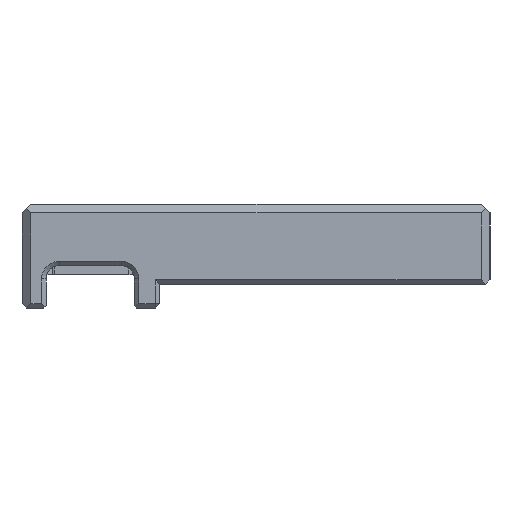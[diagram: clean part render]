
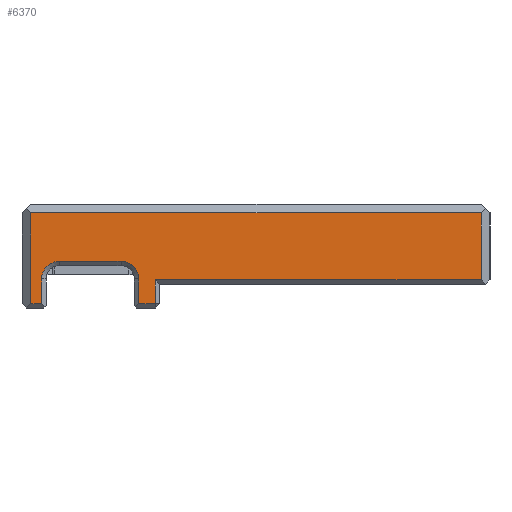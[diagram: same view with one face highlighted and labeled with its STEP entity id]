
A CAD part, left-side view. The second image highlights one B-rep face of the part: STEP entity #6370.
In plain terms, the highlighted planar face has unit normal (-1, 0, 0).
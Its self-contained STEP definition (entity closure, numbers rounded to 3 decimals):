
#118=PLANE('',#6777);
#372=FACE_OUTER_BOUND('',#719,.T.);
#719=EDGE_LOOP('',(#4683,#4684,#4685,#4686,#4687,#4688,#4689,#4690,#4691,
#4692,#4693,#4694));
#1136=LINE('',#9396,#1891);
#1154=LINE('',#9441,#1909);
#1158=LINE('',#9448,#1913);
#1178=LINE('',#9489,#1933);
#1183=LINE('',#9502,#1938);
#1185=LINE('',#9510,#1940);
#1188=LINE('',#9516,#1943);
#1190=LINE('',#9519,#1945);
#1191=LINE('',#9522,#1946);
#1192=LINE('',#9523,#1947);
#1891=VECTOR('',#7524,10.);
#1909=VECTOR('',#7566,10.);
#1913=VECTOR('',#7572,10.);
#1933=VECTOR('',#7604,10.);
#1938=VECTOR('',#7617,10.);
#1940=VECTOR('',#7627,10.);
#1943=VECTOR('',#7634,10.);
#1945=VECTOR('',#7638,10.);
#1946=VECTOR('',#7641,10.);
#1947=VECTOR('',#7642,10.);
#2560=CIRCLE('',#6768,4.);
#2562=CIRCLE('',#6772,4.);
#2842=VERTEX_POINT('',#9393);
#2843=VERTEX_POINT('',#9395);
#2857=VERTEX_POINT('',#9438);
#2858=VERTEX_POINT('',#9440);
#2860=VERTEX_POINT('',#9446);
#2874=VERTEX_POINT('',#9486);
#2875=VERTEX_POINT('',#9488);
#2877=VERTEX_POINT('',#9494);
#2879=VERTEX_POINT('',#9500);
#2881=VERTEX_POINT('',#9506);
#2882=VERTEX_POINT('',#9515);
#2883=VERTEX_POINT('',#9521);
#3507=EDGE_CURVE('',#2842,#2843,#1136,.T.);
#3529=EDGE_CURVE('',#2857,#2858,#1154,.T.);
#3533=EDGE_CURVE('',#2860,#2857,#1158,.T.);
#3553=EDGE_CURVE('',#2874,#2875,#1178,.T.);
#3557=EDGE_CURVE('',#2877,#2860,#2560,.T.);
#3560=EDGE_CURVE('',#2879,#2877,#1183,.T.);
#3563=EDGE_CURVE('',#2881,#2879,#2562,.T.);
#3564=EDGE_CURVE('',#2843,#2881,#1185,.T.);
#3567=EDGE_CURVE('',#2882,#2842,#1188,.T.);
#3569=EDGE_CURVE('',#2875,#2882,#1190,.T.);
#3570=EDGE_CURVE('',#2883,#2874,#1191,.T.);
#3571=EDGE_CURVE('',#2858,#2883,#1192,.T.);
#4683=ORIENTED_EDGE('',*,*,#3529,.F.);
#4684=ORIENTED_EDGE('',*,*,#3533,.F.);
#4685=ORIENTED_EDGE('',*,*,#3557,.F.);
#4686=ORIENTED_EDGE('',*,*,#3560,.F.);
#4687=ORIENTED_EDGE('',*,*,#3563,.F.);
#4688=ORIENTED_EDGE('',*,*,#3564,.F.);
#4689=ORIENTED_EDGE('',*,*,#3507,.F.);
#4690=ORIENTED_EDGE('',*,*,#3567,.F.);
#4691=ORIENTED_EDGE('',*,*,#3569,.F.);
#4692=ORIENTED_EDGE('',*,*,#3553,.F.);
#4693=ORIENTED_EDGE('',*,*,#3570,.F.);
#4694=ORIENTED_EDGE('',*,*,#3571,.F.);
#6370=ADVANCED_FACE('',(#372),#118,.T.);
#6768=AXIS2_PLACEMENT_3D('',#9496,#7611,#7612);
#6772=AXIS2_PLACEMENT_3D('',#9508,#7623,#7624);
#6777=AXIS2_PLACEMENT_3D('',#9520,#7639,#7640);
#7524=DIRECTION('',(0.,1.,0.));
#7566=DIRECTION('',(0.,1.,0.));
#7572=DIRECTION('',(0.,0.,-1.));
#7604=DIRECTION('',(0.,0.,-1.));
#7611=DIRECTION('center_axis',(-1.,0.,0.));
#7612=DIRECTION('ref_axis',(0.,0.707,0.707));
#7617=DIRECTION('',(0.,1.,0.));
#7623=DIRECTION('center_axis',(-1.,0.,0.));
#7624=DIRECTION('ref_axis',(0.,-0.707,0.707));
#7627=DIRECTION('',(0.,0.,1.));
#7634=DIRECTION('',(0.,0.,-1.));
#7638=DIRECTION('',(0.,1.,0.));
#7639=DIRECTION('center_axis',(-1.,0.,0.));
#7640=DIRECTION('ref_axis',(0.,-1.,0.));
#7641=DIRECTION('',(0.,-1.,0.));
#7642=DIRECTION('',(0.,0.,1.));
#9393=CARTESIAN_POINT('',(-15.,-15.288,-13.6));
#9395=CARTESIAN_POINT('',(-15.,-11.475,-13.6));
#9396=CARTESIAN_POINT('',(-15.,0.809,-13.6));
#9438=CARTESIAN_POINT('',(-15.,10.525,-13.6));
#9440=CARTESIAN_POINT('',(-15.,13.,-13.6));
#9441=CARTESIAN_POINT('',(-15.,13.631,-13.6));
#9446=CARTESIAN_POINT('',(-15.,10.525,-8.));
#9448=CARTESIAN_POINT('',(-15.,10.525,0.));
#9486=CARTESIAN_POINT('',(-15.,-89.2,7.));
#9488=CARTESIAN_POINT('',(-15.,-89.2,-8.2));
#9489=CARTESIAN_POINT('',(-15.,-89.2,0.));
#9494=CARTESIAN_POINT('',(-15.,6.525,-4.));
#9496=CARTESIAN_POINT('Origin',(-15.,6.525,-8.));
#9500=CARTESIAN_POINT('',(-15.,-7.475,-4.));
#9502=CARTESIAN_POINT('',(-15.,-11.55,-4.));
#9506=CARTESIAN_POINT('',(-15.,-11.475,-8.));
#9508=CARTESIAN_POINT('Origin',(-15.,-7.475,-8.));
#9510=CARTESIAN_POINT('',(-15.,-11.475,0.));
#9515=CARTESIAN_POINT('',(-15.,-15.288,-8.2));
#9516=CARTESIAN_POINT('',(-15.,-15.288,0.));
#9519=CARTESIAN_POINT('',(-15.,-19.372,-8.2));
#9520=CARTESIAN_POINT('Origin',(-15.,15.,0.));
#9521=CARTESIAN_POINT('',(-15.,13.,7.));
#9522=CARTESIAN_POINT('',(-15.,-11.55,7.));
#9523=CARTESIAN_POINT('',(-15.,13.,0.));
